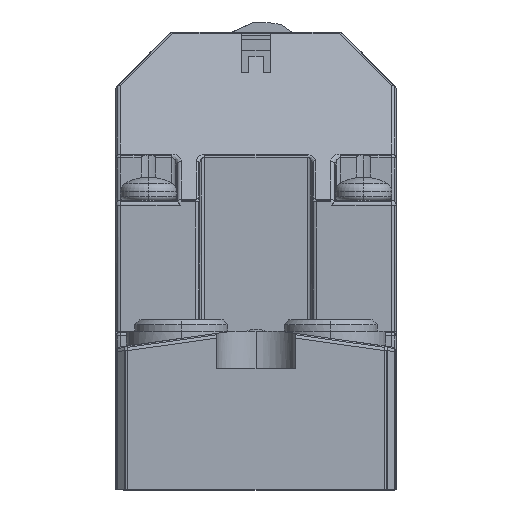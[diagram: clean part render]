
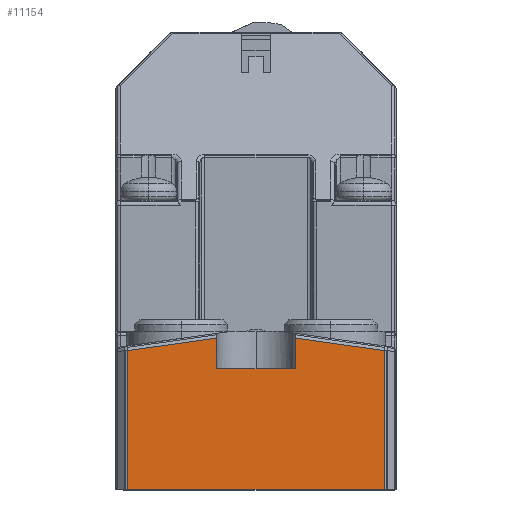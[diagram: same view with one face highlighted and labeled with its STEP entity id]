
A CAD part, front view. The second image highlights one B-rep face of the part: STEP entity #11154.
In plain terms, the highlighted planar face has unit normal (0, -1, 0).
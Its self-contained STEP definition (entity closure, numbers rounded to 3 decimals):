
#11123=AXIS2_PLACEMENT_3D('Plane Axis2P3D',#11120,#11121,#11122) ;
#8105=CARTESIAN_POINT('Vertex',(28.743,0.,0.)) ;
#8108=CARTESIAN_POINT('Line Origine',(15.,0.,0.)) ;
#8112=CARTESIAN_POINT('Vertex',(1.257,0.,0.)) ;
#8985=CARTESIAN_POINT('Vertex',(10.8,0.,13.)) ;
#8988=CARTESIAN_POINT('Line Origine',(15.,0.,13.)) ;
#8992=CARTESIAN_POINT('Vertex',(19.2,0.,13.)) ;
#9609=CARTESIAN_POINT('Vertex',(19.2,0.,16.256)) ;
#9628=CARTESIAN_POINT('Line Origine',(19.2,0.,14.628)) ;
#10892=CARTESIAN_POINT('Line Origine',(24.731,0.,15.479)) ;
#10896=CARTESIAN_POINT('Vertex',(28.743,0.,14.915)) ;
#10928=CARTESIAN_POINT('Line Origine',(28.743,0.,0.)) ;
#11120=CARTESIAN_POINT('Axis2P3D Location',(30.,0.,0.)) ;
#11125=CARTESIAN_POINT('Line Origine',(6.029,0.,15.586)) ;
#11129=CARTESIAN_POINT('Vertex',(1.257,0.,14.915)) ;
#11131=CARTESIAN_POINT('Vertex',(10.8,0.,16.256)) ;
#11134=CARTESIAN_POINT('Line Origine',(1.257,0.,7.458)) ;
#11139=CARTESIAN_POINT('Line Origine',(10.8,0.,14.628)) ;
#8109=DIRECTION('Vector Direction',(1.,0.,0.)) ;
#8989=DIRECTION('Vector Direction',(-1.,0.,0.)) ;
#9629=DIRECTION('Vector Direction',(0.,0.,-1.)) ;
#10893=DIRECTION('Vector Direction',(-0.99,0.,0.139)) ;
#10929=DIRECTION('Vector Direction',(0.,0.,-1.)) ;
#11121=DIRECTION('Axis2P3D Direction',(0.,-1.,0.)) ;
#11122=DIRECTION('Axis2P3D XDirection',(0.,0.,-1.)) ;
#11126=DIRECTION('Vector Direction',(0.99,0.,0.139)) ;
#11135=DIRECTION('Vector Direction',(0.,0.,1.)) ;
#11140=DIRECTION('Vector Direction',(0.,0.,1.)) ;
#8110=VECTOR('Line Direction',#8109,1.) ;
#8990=VECTOR('Line Direction',#8989,1.) ;
#9630=VECTOR('Line Direction',#9629,1.) ;
#10894=VECTOR('Line Direction',#10893,1.) ;
#10930=VECTOR('Line Direction',#10929,1.) ;
#11127=VECTOR('Line Direction',#11126,1.) ;
#11136=VECTOR('Line Direction',#11135,1.) ;
#11141=VECTOR('Line Direction',#11140,1.) ;
#11145=ORIENTED_EDGE('',*,*,#11133,.F.) ;
#11146=ORIENTED_EDGE('',*,*,#11138,.F.) ;
#11147=ORIENTED_EDGE('',*,*,#8114,.T.) ;
#11148=ORIENTED_EDGE('',*,*,#10932,.F.) ;
#11149=ORIENTED_EDGE('',*,*,#10898,.F.) ;
#11150=ORIENTED_EDGE('',*,*,#9632,.T.) ;
#11151=ORIENTED_EDGE('',*,*,#8994,.T.) ;
#11152=ORIENTED_EDGE('',*,*,#11143,.T.) ;
#11154=ADVANCED_FACE('Hauptk\X2\00F6\X0\rper',(#11153),#11124,.T.) ;
#8114=EDGE_CURVE('',#8113,#8106,#8111,.T.) ;
#8994=EDGE_CURVE('',#8993,#8986,#8991,.T.) ;
#9632=EDGE_CURVE('',#9610,#8993,#9631,.T.) ;
#10898=EDGE_CURVE('',#9610,#10897,#10895,.F.) ;
#10932=EDGE_CURVE('',#10897,#8106,#10931,.T.) ;
#11133=EDGE_CURVE('',#11130,#11132,#11128,.T.) ;
#11138=EDGE_CURVE('',#8113,#11130,#11137,.T.) ;
#11143=EDGE_CURVE('',#8986,#11132,#11142,.T.) ;
#11144=EDGE_LOOP('',(#11145,#11146,#11147,#11148,#11149,#11150,#11151,#11152)) ;
#11153=FACE_OUTER_BOUND('',#11144,.T.) ;
#8111=LINE('Line',#8108,#8110) ;
#8991=LINE('Line',#8988,#8990) ;
#9631=LINE('Line',#9628,#9630) ;
#10895=LINE('Line',#10892,#10894) ;
#10931=LINE('Line',#10928,#10930) ;
#11128=LINE('Line',#11125,#11127) ;
#11137=LINE('Line',#11134,#11136) ;
#11142=LINE('Line',#11139,#11141) ;
#11124=PLANE('',#11123) ;
#8106=VERTEX_POINT('',#8105) ;
#8113=VERTEX_POINT('',#8112) ;
#8986=VERTEX_POINT('',#8985) ;
#8993=VERTEX_POINT('',#8992) ;
#9610=VERTEX_POINT('',#9609) ;
#10897=VERTEX_POINT('',#10896) ;
#11130=VERTEX_POINT('',#11129) ;
#11132=VERTEX_POINT('',#11131) ;
